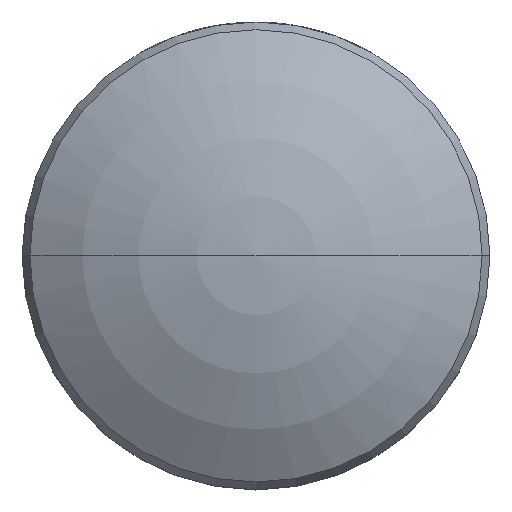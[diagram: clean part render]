
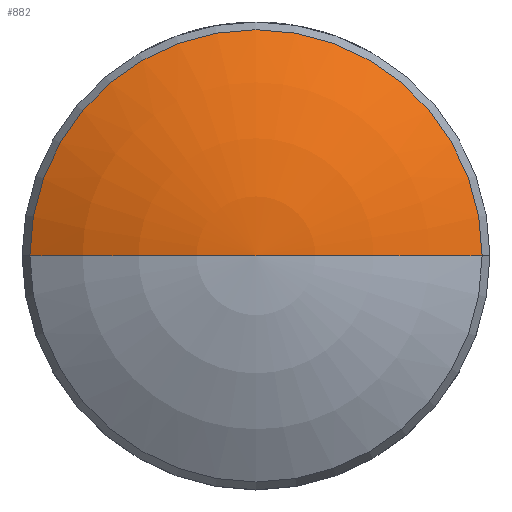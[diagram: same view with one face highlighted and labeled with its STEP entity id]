
A CAD part, top view. The second image highlights one B-rep face of the part: STEP entity #882.
In plain terms, the highlighted toroidal (fillet/blend) face has major radius 0.002 mm and minor radius 4.6 mm.
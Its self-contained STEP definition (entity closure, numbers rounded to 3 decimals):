
#20 = DIRECTION ( 'NONE',  ( -1., 0., 0. ) ) ;
#97 = CIRCLE ( 'NONE', #540, 4.6 ) ;
#105 = EDGE_CURVE ( 'NONE', #736, #486, #97, .T. ) ;
#150 = DIRECTION ( 'NONE',  ( 0., 0., 1. ) ) ;
#166 = CARTESIAN_POINT ( 'NONE',  ( 0., 0., 0.432 ) ) ;
#187 = DIRECTION ( 'NONE',  ( 1., 0., 0. ) ) ;
#274 = CARTESIAN_POINT ( 'NONE',  ( 2.417, 0., 0.432 ) ) ;
#282 = VERTEX_POINT ( 'NONE', #274 ) ;
#304 = EDGE_CURVE ( 'NONE', #282, #736, #1014, .T. ) ;
#331 = CIRCLE ( 'NONE', #633, 4.6 ) ;
#340 = DIRECTION ( 'NONE',  ( 0., -1., 0. ) ) ;
#486 = VERTEX_POINT ( 'NONE', #773 ) ;
#540 = AXIS2_PLACEMENT_3D ( 'NONE', #907, #707, #20 ) ;
#587 = AXIS2_PLACEMENT_3D ( 'NONE', #1065, #745, #187 ) ;
#624 = EDGE_CURVE ( 'NONE', #282, #486, #331, .T. ) ;
#633 = AXIS2_PLACEMENT_3D ( 'NONE', #1098, #340, #888 ) ;
#652 = FACE_OUTER_BOUND ( 'NONE', #1382, .T. ) ;
#707 = DIRECTION ( 'NONE',  ( 0., 1., 0. ) ) ;
#736 = VERTEX_POINT ( 'NONE', #1125 ) ;
#745 = DIRECTION ( 'NONE',  ( 0., 0., 1. ) ) ;
#773 = CARTESIAN_POINT ( 'NONE',  ( 0., 0., 1.12 ) ) ;
#882 = ADVANCED_FACE ( 'NONE', ( #652 ), #1191, .T. ) ;
#888 = DIRECTION ( 'NONE',  ( 0., 0., -1. ) ) ;
#907 = CARTESIAN_POINT ( 'NONE',  ( 0.002, 0., -3.48 ) ) ;
#942 = AXIS2_PLACEMENT_3D ( 'NONE', #166, #150, #1258 ) ;
#1014 = CIRCLE ( 'NONE', #942, 2.417 ) ;
#1065 = CARTESIAN_POINT ( 'NONE',  ( 0., 0., -3.48 ) ) ;
#1098 = CARTESIAN_POINT ( 'NONE',  ( -0.002, 0., -3.48 ) ) ;
#1125 = CARTESIAN_POINT ( 'NONE',  ( -2.417, 0., 0.432 ) ) ;
#1178 = ORIENTED_EDGE ( 'NONE', *, *, #304, .T. ) ;
#1191 = TOROIDAL_SURFACE ( 'NONE', #587, -0.002, 4.6 ) ;
#1258 = DIRECTION ( 'NONE',  ( -1., 0., 0. ) ) ;
#1329 = ORIENTED_EDGE ( 'NONE', *, *, #624, .F. ) ;
#1382 = EDGE_LOOP ( 'NONE', ( #1178, #1450, #1329 ) ) ;
#1450 = ORIENTED_EDGE ( 'NONE', *, *, #105, .T. ) ;
